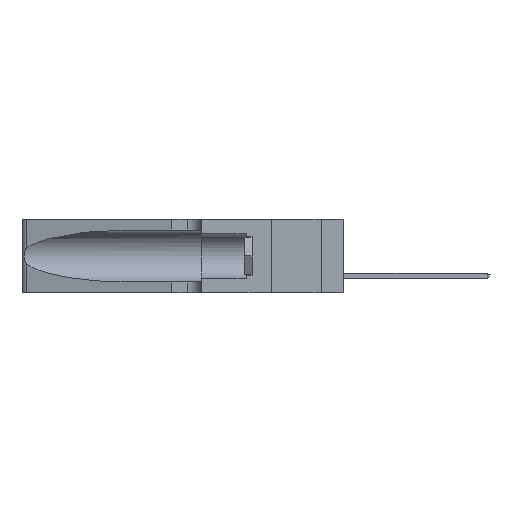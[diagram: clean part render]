
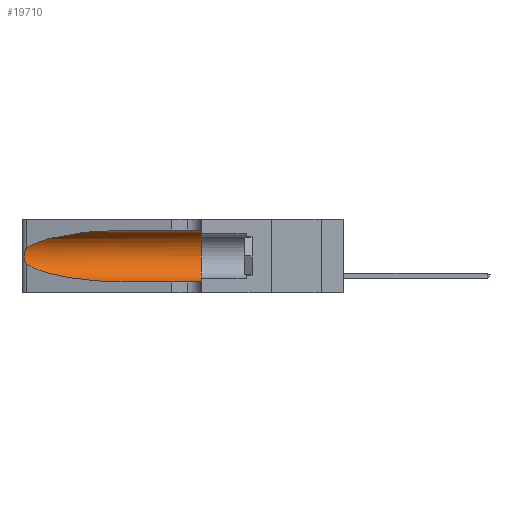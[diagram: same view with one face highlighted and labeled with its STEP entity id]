
A CAD part, left-side view. The second image highlights one B-rep face of the part: STEP entity #19710.
In plain terms, the highlighted cylindrical face has radius 3.308 mm (diameter 6.617 mm), a partial arc.
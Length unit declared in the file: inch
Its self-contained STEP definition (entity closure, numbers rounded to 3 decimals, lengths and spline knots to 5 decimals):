
#327 = EDGE_CURVE ( 'NONE', #37299, #1546, #6325, .T. ) ;
#332 =( BOUNDED_CURVE ( )  B_SPLINE_CURVE ( 3, ( #22146, #25082, #23342, #3046 ),
 .UNSPECIFIED., .F., .F. ) 
 B_SPLINE_CURVE_WITH_KNOTS ( ( 4, 4 ),
 ( 1.5708, 2.84003 ),
 .UNSPECIFIED. ) 
 CURVE ( )  GEOMETRIC_REPRESENTATION_ITEM ( )  RATIONAL_B_SPLINE_CURVE ( ( 1., 0.87, 0.87, 1. ) ) 
 REPRESENTATION_ITEM ( '' )  );
#334 = LINE ( 'NONE', #8831, #30687 ) ;
#635 = EDGE_LOOP ( 'NONE', ( #23632, #19193, #29343, #30937, #35273, #14897 ) ) ;
#1036 = CARTESIAN_POINT ( 'NONE',  ( 0.25555, 1.22994, 0.2215 ) ) ;
#1546 = VERTEX_POINT ( 'NONE', #16997 ) ;
#2223 = CARTESIAN_POINT ( 'NONE',  ( 0.1305, 1.61858, 0.05475 ) ) ;
#3046 = CARTESIAN_POINT ( 'NONE',  ( 0.25487, 1.22718, 0.22369 ) ) ;
#3182 = CARTESIAN_POINT ( 'NONE',  ( 0.1305, 0.35, 0.185 ) ) ;
#3225 = CARTESIAN_POINT ( 'NONE',  ( 0.25487, 1.22718, 0.22369 ) ) ;
#3670 = AXIS2_PLACEMENT_3D ( 'NONE', #3182, #6120, #18857 ) ;
#3738 = CARTESIAN_POINT ( 'NONE',  ( 0.1305, 0.35, 0.31525 ) ) ;
#3821 = LINE ( 'NONE', #2223, #12055 ) ;
#5549 = VERTEX_POINT ( 'NONE', #25090 ) ;
#6120 = DIRECTION ( 'NONE',  ( 0., 1., 0. ) ) ;
#6325 = CIRCLE ( 'NONE', #3670, 0.13025 ) ;
#6950 = CARTESIAN_POINT ( 'NONE',  ( 0.25639, 1.23184, 0.21858 ) ) ;
#7232 = B_SPLINE_CURVE_WITH_KNOTS ( 'NONE', 3,
 ( #18644, #1036, #6950, #24100, #9915, #21573, #9530, #18370, #30022, #12447, #32959, #30418, #21302, #7648 ),
 .UNSPECIFIED., .F., .F.,
 ( 4, 2, 2, 2, 2, 2, 4 ),
 ( 0., 0.00027, 0.00053, 0.00107, 0.0016, 0.00187, 0.00214 ),
 .UNSPECIFIED. ) ;
#7648 = CARTESIAN_POINT ( 'NONE',  ( 0.25487, 1.22718, 0.14631 ) ) ;
#7749 =( BOUNDED_CURVE ( )  B_SPLINE_CURVE ( 3, ( #29264, #8534, #22990, #25943 ),
 .UNSPECIFIED., .F., .F. ) 
 B_SPLINE_CURVE_WITH_KNOTS ( ( 4, 4 ),
 ( 3.44316, 4.71239 ),
 .UNSPECIFIED. ) 
 CURVE ( )  GEOMETRIC_REPRESENTATION_ITEM ( )  RATIONAL_B_SPLINE_CURVE ( ( 1., 0.87, 0.87, 1. ) ) 
 REPRESENTATION_ITEM ( '' )  );
#8534 = CARTESIAN_POINT ( 'NONE',  ( 0.2373, 1.15595, 0.08982 ) ) ;
#8831 = CARTESIAN_POINT ( 'NONE',  ( 0.1305, 1.61858, 0.31525 ) ) ;
#9410 = CARTESIAN_POINT ( 'NONE',  ( 0.1305, 0.72297, 0.05475 ) ) ;
#9530 = CARTESIAN_POINT ( 'NONE',  ( 0.26075, 1.23896, 0.19203 ) ) ;
#9915 = CARTESIAN_POINT ( 'NONE',  ( 0.25854, 1.2359, 0.20912 ) ) ;
#12043 = VERTEX_POINT ( 'NONE', #13614 ) ;
#12055 = VECTOR ( 'NONE', #31828, 39.37008 ) ;
#12211 = FACE_OUTER_BOUND ( 'NONE', #635, .T. ) ;
#12356 = DIRECTION ( 'NONE',  ( 0., -1., 0. ) ) ;
#12447 = CARTESIAN_POINT ( 'NONE',  ( 0.25856, 1.23593, 0.16098 ) ) ;
#13614 = CARTESIAN_POINT ( 'NONE',  ( 0.1305, 0.72297, 0.31525 ) ) ;
#14780 = EDGE_CURVE ( 'NONE', #24115, #5549, #7232, .T. ) ;
#14897 = ORIENTED_EDGE ( 'NONE', *, *, #18822, .F. ) ;
#15823 = VERTEX_POINT ( 'NONE', #9410 ) ;
#16517 = DIRECTION ( 'NONE',  ( 0., 0., -1. ) ) ;
#16997 = CARTESIAN_POINT ( 'NONE',  ( 0.1305, 0.35, 0.05475 ) ) ;
#18370 = CARTESIAN_POINT ( 'NONE',  ( 0.26075, 1.23896, 0.178 ) ) ;
#18644 = CARTESIAN_POINT ( 'NONE',  ( 0.25487, 1.22718, 0.22369 ) ) ;
#18794 = DIRECTION ( 'NONE',  ( 0., -1., 0. ) ) ;
#18822 = EDGE_CURVE ( 'NONE', #12043, #37299, #334, .T. ) ;
#18857 = DIRECTION ( 'NONE',  ( 0., 0., 1. ) ) ;
#19193 = ORIENTED_EDGE ( 'NONE', *, *, #14780, .T. ) ;
#19710 = ADVANCED_FACE ( 'NONE', ( #12211 ), #33838, .F. ) ;
#21302 = CARTESIAN_POINT ( 'NONE',  ( 0.25555, 1.22993, 0.14849 ) ) ;
#21573 = CARTESIAN_POINT ( 'NONE',  ( 0.26018, 1.23835, 0.19895 ) ) ;
#22146 = CARTESIAN_POINT ( 'NONE',  ( 0.1305, 0.72297, 0.31525 ) ) ;
#22990 = CARTESIAN_POINT ( 'NONE',  ( 0.18966, 0.96281, 0.05475 ) ) ;
#23342 = CARTESIAN_POINT ( 'NONE',  ( 0.2373, 1.15595, 0.28018 ) ) ;
#23597 = EDGE_CURVE ( 'NONE', #12043, #24115, #332, .T. ) ;
#23632 = ORIENTED_EDGE ( 'NONE', *, *, #23597, .T. ) ;
#24100 = CARTESIAN_POINT ( 'NONE',  ( 0.25787, 1.23484, 0.2124 ) ) ;
#24115 = VERTEX_POINT ( 'NONE', #3225 ) ;
#24947 = CARTESIAN_POINT ( 'NONE',  ( 0.1305, 1.61858, 0.185 ) ) ;
#25082 = CARTESIAN_POINT ( 'NONE',  ( 0.18966, 0.96281, 0.31525 ) ) ;
#25090 = CARTESIAN_POINT ( 'NONE',  ( 0.25487, 1.22718, 0.14631 ) ) ;
#25943 = CARTESIAN_POINT ( 'NONE',  ( 0.1305, 0.72297, 0.05475 ) ) ;
#29174 = EDGE_CURVE ( 'NONE', #15823, #1546, #3821, .T. ) ;
#29264 = CARTESIAN_POINT ( 'NONE',  ( 0.25487, 1.22718, 0.14631 ) ) ;
#29343 = ORIENTED_EDGE ( 'NONE', *, *, #31464, .T. ) ;
#30022 = CARTESIAN_POINT ( 'NONE',  ( 0.26017, 1.23833, 0.17102 ) ) ;
#30418 = CARTESIAN_POINT ( 'NONE',  ( 0.25639, 1.23186, 0.15144 ) ) ;
#30687 = VECTOR ( 'NONE', #12356, 39.37008 ) ;
#30937 = ORIENTED_EDGE ( 'NONE', *, *, #29174, .T. ) ;
#31410 = AXIS2_PLACEMENT_3D ( 'NONE', #24947, #18794, #16517 ) ;
#31464 = EDGE_CURVE ( 'NONE', #5549, #15823, #7749, .T. ) ;
#31828 = DIRECTION ( 'NONE',  ( 0., -1., 0. ) ) ;
#32959 = CARTESIAN_POINT ( 'NONE',  ( 0.25789, 1.23486, 0.15765 ) ) ;
#33838 = CYLINDRICAL_SURFACE ( 'NONE', #31410, 0.13025 ) ;
#35273 = ORIENTED_EDGE ( 'NONE', *, *, #327, .F. ) ;
#37299 = VERTEX_POINT ( 'NONE', #3738 ) ;
